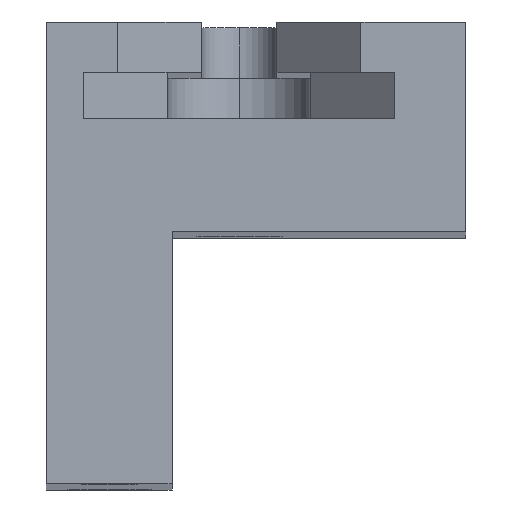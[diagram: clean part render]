
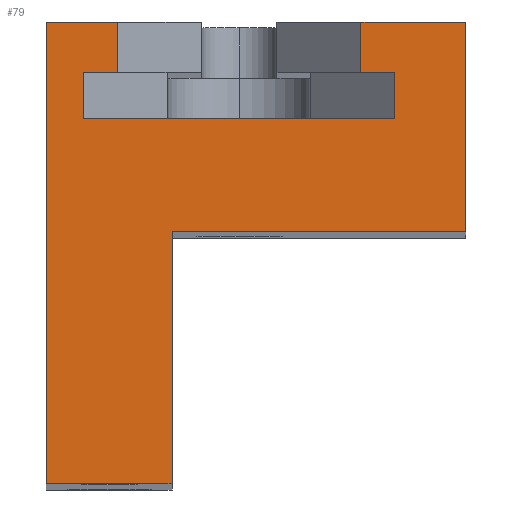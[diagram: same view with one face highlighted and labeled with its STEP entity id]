
A CAD part, top view. The second image highlights one B-rep face of the part: STEP entity #79.
In plain terms, the highlighted planar face has unit normal (0, 0, 1).
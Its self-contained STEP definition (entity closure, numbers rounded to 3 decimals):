
#79 = ADVANCED_FACE( '', ( #118 ), #119, .F. );
#118 = FACE_OUTER_BOUND( '', #206, .T. );
#119 = PLANE( '', #207 );
#206 = EDGE_LOOP( '', ( #313, #314, #315, #316, #317, #318, #319, #320, #321, #322, #323, #324, #325, #326 ) );
#207 = AXIS2_PLACEMENT_3D( '', #327, #328, #329 );
#313 = ORIENTED_EDGE( '', *, *, #536, .F. );
#314 = ORIENTED_EDGE( '', *, *, #518, .T. );
#315 = ORIENTED_EDGE( '', *, *, #537, .T. );
#316 = ORIENTED_EDGE( '', *, *, #538, .T. );
#317 = ORIENTED_EDGE( '', *, *, #539, .T. );
#318 = ORIENTED_EDGE( '', *, *, #540, .T. );
#319 = ORIENTED_EDGE( '', *, *, #541, .T. );
#320 = ORIENTED_EDGE( '', *, *, #542, .T. );
#321 = ORIENTED_EDGE( '', *, *, #543, .F. );
#322 = ORIENTED_EDGE( '', *, *, #544, .F. );
#323 = ORIENTED_EDGE( '', *, *, #524, .F. );
#324 = ORIENTED_EDGE( '', *, *, #534, .F. );
#325 = ORIENTED_EDGE( '', *, *, #545, .F. );
#326 = ORIENTED_EDGE( '', *, *, #546, .F. );
#327 = CARTESIAN_POINT( '', ( -25., -10., 0. ) );
#328 = DIRECTION( '', ( 0., 0., -1. ) );
#329 = DIRECTION( '', ( 0., -1., 0. ) );
#518 = EDGE_CURVE( '', #592, #593, #594, .T. );
#524 = EDGE_CURVE( '', #604, #605, #606, .T. );
#534 = EDGE_CURVE( '', #623, #604, #624, .T. );
#536 = EDGE_CURVE( '', #592, #626, #627, .T. );
#537 = EDGE_CURVE( '', #593, #628, #629, .T. );
#538 = EDGE_CURVE( '', #628, #630, #631, .T. );
#539 = EDGE_CURVE( '', #630, #632, #633, .T. );
#540 = EDGE_CURVE( '', #632, #634, #635, .T. );
#541 = EDGE_CURVE( '', #634, #636, #637, .T. );
#542 = EDGE_CURVE( '', #636, #638, #639, .T. );
#543 = EDGE_CURVE( '', #640, #638, #641, .T. );
#544 = EDGE_CURVE( '', #605, #640, #642, .T. );
#545 = EDGE_CURVE( '', #643, #623, #644, .T. );
#546 = EDGE_CURVE( '', #626, #643, #645, .T. );
#592 = VERTEX_POINT( '', #720 );
#593 = VERTEX_POINT( '', #721 );
#594 = B_SPLINE_CURVE_WITH_KNOTS( '', 1, ( #722, #723 ), .UNSPECIFIED., .F., .F., ( 2, 2 ), ( 0., 1. ), .UNSPECIFIED. );
#604 = VERTEX_POINT( '', #736 );
#605 = VERTEX_POINT( '', #737 );
#606 = LINE( '', #738, #739 );
#623 = VERTEX_POINT( '', #764 );
#624 = LINE( '', #765, #766 );
#626 = VERTEX_POINT( '', #769 );
#627 = LINE( '', #770, #771 );
#628 = VERTEX_POINT( '', #772 );
#629 = LINE( '', #773, #774 );
#630 = VERTEX_POINT( '', #775 );
#631 = LINE( '', #776, #777 );
#632 = VERTEX_POINT( '', #778 );
#633 = LINE( '', #779, #780 );
#634 = VERTEX_POINT( '', #781 );
#635 = LINE( '', #782, #783 );
#636 = VERTEX_POINT( '', #784 );
#637 = LINE( '', #785, #786 );
#638 = VERTEX_POINT( '', #787 );
#639 = B_SPLINE_CURVE_WITH_KNOTS( '', 1, ( #788, #789 ), .UNSPECIFIED., .F., .F., ( 2, 2 ), ( 0., 1. ), .UNSPECIFIED. );
#640 = VERTEX_POINT( '', #790 );
#641 = LINE( '', #791, #792 );
#642 = LINE( '', #793, #794 );
#643 = VERTEX_POINT( '', #795 );
#644 = LINE( '', #796, #797 );
#645 = LINE( '', #798, #799 );
#720 = CARTESIAN_POINT( '', ( -2.5, 45., 0. ) );
#721 = CARTESIAN_POINT( '', ( -2.5, 39., 0. ) );
#722 = CARTESIAN_POINT( '', ( -2.5, 45., 0. ) );
#723 = CARTESIAN_POINT( '', ( -2.5, 39., 0. ) );
#736 = CARTESIAN_POINT( '', ( -25., -10., 0. ) );
#737 = CARTESIAN_POINT( '', ( -40., -10., 0. ) );
#738 = CARTESIAN_POINT( '', ( -25., -10., 0. ) );
#739 = VECTOR( '', #906, 1000. );
#764 = CARTESIAN_POINT( '', ( -25., 20., 0. ) );
#765 = CARTESIAN_POINT( '', ( -25., 20., 0. ) );
#766 = VECTOR( '', #918, 1000. );
#769 = CARTESIAN_POINT( '', ( 10., 45., 0. ) );
#770 = CARTESIAN_POINT( '', ( -40., 45., 0. ) );
#771 = VECTOR( '', #920, 1000. );
#772 = CARTESIAN_POINT( '', ( 1.5, 39., 0. ) );
#773 = CARTESIAN_POINT( '', ( -25.5, 39., 0. ) );
#774 = VECTOR( '', #921, 1000. );
#775 = CARTESIAN_POINT( '', ( 1.5, 33.5, 0. ) );
#776 = CARTESIAN_POINT( '', ( 1.5, 33.5, 0. ) );
#777 = VECTOR( '', #922, 1000. );
#778 = CARTESIAN_POINT( '', ( -35.5, 33.5, 0. ) );
#779 = CARTESIAN_POINT( '', ( -8.5, 33.5, 0. ) );
#780 = VECTOR( '', #923, 1000. );
#781 = CARTESIAN_POINT( '', ( -35.5, 39., 0. ) );
#782 = CARTESIAN_POINT( '', ( -35.5, 39., 0. ) );
#783 = VECTOR( '', #924, 1000. );
#784 = CARTESIAN_POINT( '', ( -31.5, 39., 0. ) );
#785 = CARTESIAN_POINT( '', ( -25.5, 39., 0. ) );
#786 = VECTOR( '', #925, 1000. );
#787 = CARTESIAN_POINT( '', ( -31.5, 45., 0. ) );
#788 = CARTESIAN_POINT( '', ( -31.5, 39., 0. ) );
#789 = CARTESIAN_POINT( '', ( -31.5, 45., 0. ) );
#790 = CARTESIAN_POINT( '', ( -40., 45., 0. ) );
#791 = CARTESIAN_POINT( '', ( -40., 45., 0. ) );
#792 = VECTOR( '', #926, 1000. );
#793 = CARTESIAN_POINT( '', ( -40., -10., 0. ) );
#794 = VECTOR( '', #927, 1000. );
#795 = CARTESIAN_POINT( '', ( 10., 20., 0. ) );
#796 = CARTESIAN_POINT( '', ( 10., 20., 0. ) );
#797 = VECTOR( '', #928, 1000. );
#798 = CARTESIAN_POINT( '', ( 10., 45., 0. ) );
#799 = VECTOR( '', #929, 1000. );
#906 = DIRECTION( '', ( -1., 0., 0. ) );
#918 = DIRECTION( '', ( 0., -1., 0. ) );
#920 = DIRECTION( '', ( 1., 0., 0. ) );
#921 = DIRECTION( '', ( 1., 0., 0. ) );
#922 = DIRECTION( '', ( 0., -1., 0. ) );
#923 = DIRECTION( '', ( -1., 0., 0. ) );
#924 = DIRECTION( '', ( 0., 1., 0. ) );
#925 = DIRECTION( '', ( 1., 0., 0. ) );
#926 = DIRECTION( '', ( 1., 0., 0. ) );
#927 = DIRECTION( '', ( 0., 1., 0. ) );
#928 = DIRECTION( '', ( -1., 0., 0. ) );
#929 = DIRECTION( '', ( 0., -1., 0. ) );
